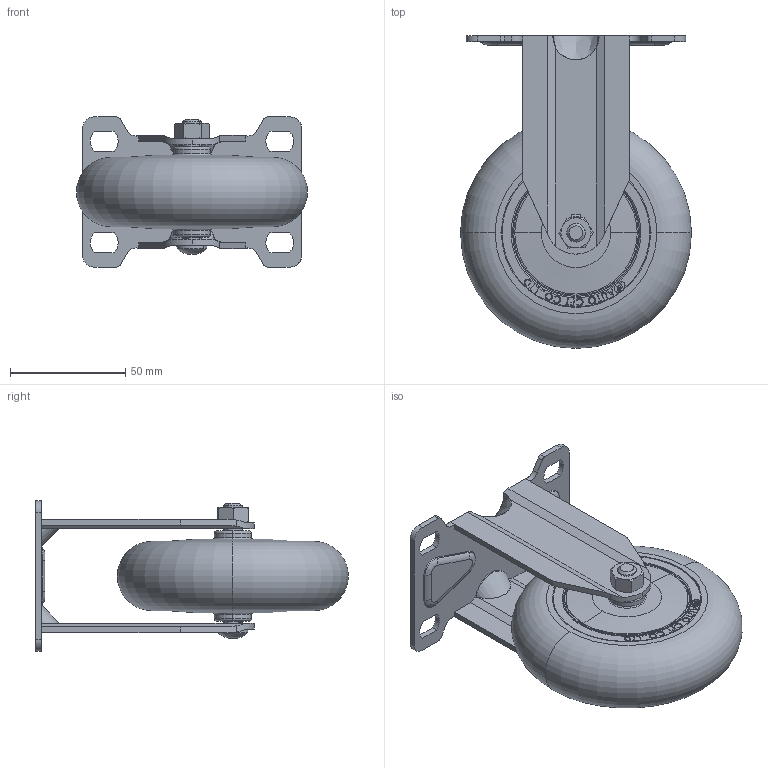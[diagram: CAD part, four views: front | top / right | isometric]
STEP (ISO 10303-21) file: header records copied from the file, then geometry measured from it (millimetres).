
FILE_DESCRIPTION (( 'STEP AP203' ), '1' );
FILE_NAME ('ACLU-100RF.STEP', '2015-09-18T05:49:30', ( 'WON SINCHUL' ), ( 'Hewlett-Packard Company' ), 'SwSTEP 2.0', 'SolidWorks 2015', '' );
FILE_SCHEMA (( 'CONFIG_CONTROL_DESIGN' ));
Length unit declared in the file: millimetre
Products named in the file (1): ACLU-100RF
Bounding box: 100 x 135.41 x 65 mm (x, y, z)
Surface area: 90886.6 mm2 (no closed solid volume)
Topology: 0 solids, 11 shells, 871 faces, 2356 edges, 1537 vertices
Faces by surface type: plane 453, cylinder 207, bspline 131, torus 44, cone 36
Entity records: 36203 total; most frequent: CARTESIAN_POINT 15412, ORIENTED_EDGE 4684, DIRECTION 3785, EDGE_CURVE 2350, VERTEX_POINT 1537, AXIS2_PLACEMENT_3D 1294, VECTOR 1197, LINE 1197
